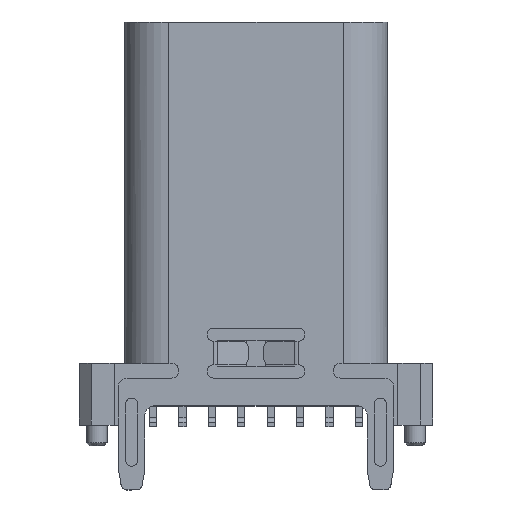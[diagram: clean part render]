
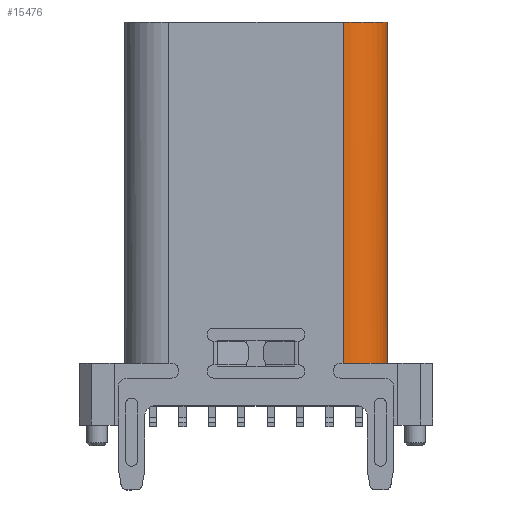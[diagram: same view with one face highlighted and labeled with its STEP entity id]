
A CAD part, top view. The second image highlights one B-rep face of the part: STEP entity #15476.
In plain terms, the highlighted cylindrical face has radius 1.5 mm (diameter 3 mm), a partial arc.
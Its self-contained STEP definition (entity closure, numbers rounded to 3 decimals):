
#2981=CARTESIAN_POINT('',(7.925,6.027,2.333));
#2982=DIRECTION('',(0.,-1.,0.));
#2983=DIRECTION('',(0.626,0.,0.78));
#2984=AXIS2_PLACEMENT_3D('',#2981,#2982,#2983);
#3004=DIRECTION('',(0.,1.,0.));
#3005=VECTOR('',#3004,11.6);
#3006=CARTESIAN_POINT('',(9.425,6.027,2.333));
#3007=LINE('',#3006,#3005);
#3011=DIRECTION('',(0.,-1.,0.));
#3012=VECTOR('',#3011,11.6);
#3013=CARTESIAN_POINT('',(7.925,17.627,3.833));
#3014=LINE('',#3013,#3012);
#4108=CARTESIAN_POINT('',(7.925,17.627,2.333));
#4109=DIRECTION('',(0.,1.,0.));
#4110=DIRECTION('',(0.,0.,1.));
#4111=AXIS2_PLACEMENT_3D('',#4108,#4109,#4110);
#5792=CARTESIAN_POINT('',(7.925,6.027,2.333));
#5793=DIRECTION('',(0.,-1.,0.));
#5794=DIRECTION('',(1.,0.,0.));
#5795=AXIS2_PLACEMENT_3D('',#5792,#5793,#5794);
#12287=CARTESIAN_POINT('',(7.925,6.027,3.833));
#12288=VERTEX_POINT('',#12287);
#12388=CARTESIAN_POINT('',(7.925,17.627,3.833));
#12390=VERTEX_POINT('',#12388);
#12482=CARTESIAN_POINT('',(9.425,6.027,2.333));
#12483=CARTESIAN_POINT('',(9.425,17.627,2.333));
#12484=VERTEX_POINT('',#12482);
#12485=VERTEX_POINT('',#12483);
#12987=CARTESIAN_POINT('',(8.863,6.027,3.503));
#12988=VERTEX_POINT('',#12987);
#15461=CARTESIAN_POINT('',(7.925,21.027,2.333));
#15462=DIRECTION('',(0.,-1.,0.));
#15463=DIRECTION('',(0.,0.,-1.));
#15464=AXIS2_PLACEMENT_3D('',#15461,#15462,#15463);
#15465=CYLINDRICAL_SURFACE('',#15464,1.5);
#15467=ORIENTED_EDGE('',*,*,#15466,.F.);
#15469=ORIENTED_EDGE('',*,*,#15468,.T.);
#15470=ORIENTED_EDGE('',*,*,#15453,.T.);
#15471=ORIENTED_EDGE('',*,*,#14380,.F.);
#15473=ORIENTED_EDGE('',*,*,#15472,.T.);
#15474=EDGE_LOOP('',(#15467,#15469,#15470,#15471,#15473));
#15475=FACE_OUTER_BOUND('',#15474,.F.);
#2985=CIRCLE('',#2984,1.5);
#4112=CIRCLE('',#4111,1.5);
#5796=CIRCLE('',#5795,1.5);
#14380=EDGE_CURVE('',#12390,#12288,#3014,.T.);
#15453=EDGE_CURVE('',#12988,#12288,#2985,.T.);
#15466=EDGE_CURVE('',#12484,#12485,#3007,.T.);
#15468=EDGE_CURVE('',#12484,#12988,#5796,.T.);
#15472=EDGE_CURVE('',#12390,#12485,#4112,.T.);
#15476=ADVANCED_FACE('',(#15475),#15465,.T.);
